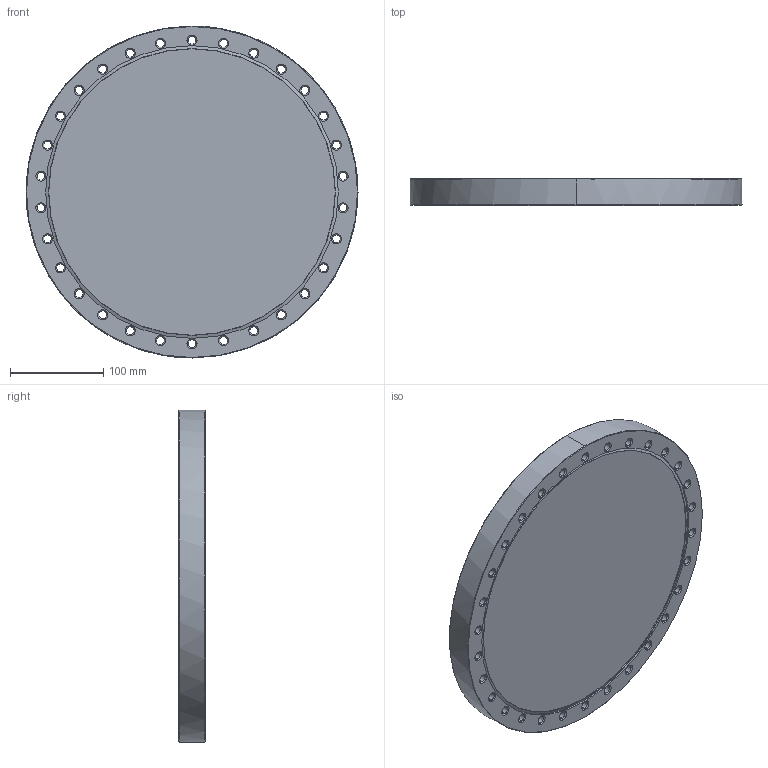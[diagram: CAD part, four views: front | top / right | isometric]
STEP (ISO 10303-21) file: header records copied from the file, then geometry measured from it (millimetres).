
FILE_DESCRIPTION (( 'STEP AP214' ), '1' );
FILE_NAME ('Hositrad_CF300-BDT.STEP', '2017-05-05T14:17:36', ( 'Gebruiker' ), ( '' ), 'SwSTEP 2.0', 'SolidWorks 2017', '' );
FILE_SCHEMA (( 'AUTOMOTIVE_DESIGN' ));
Length unit declared in the file: millimetre
Products named in the file (1): Hositrad_CF300-BDT
Bounding box: 355.6 x 28.4 x 355.6 mm (x, y, z)
Volume: 2585666.4 mm3; surface area: 252770.1 mm2
Topology: 1 solids, 1 shells, 210 faces, 490 edges, 283 vertices
Faces by surface type: cone 133, cylinder 66, plane 11
Entity records: 6117 total; most frequent: DIRECTION 1181, CARTESIAN_POINT 996, ORIENTED_EDGE 980, EDGE_CURVE 490, AXIS2_PLACEMENT_3D 484, VERTEX_POINT 283, CIRCLE 273, EDGE_LOOP 271
